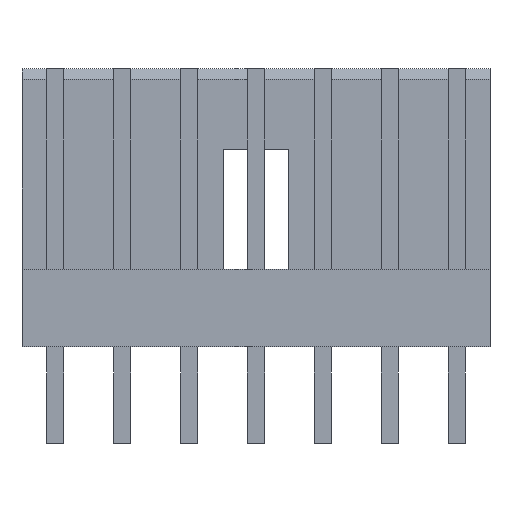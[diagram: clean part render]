
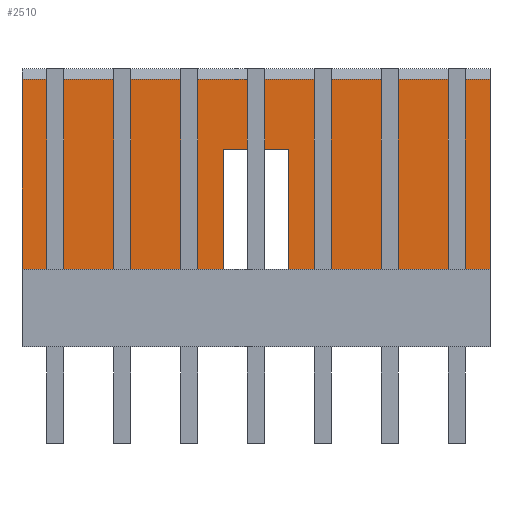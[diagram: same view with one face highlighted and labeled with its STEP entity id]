
A CAD part, front view. The second image highlights one B-rep face of the part: STEP entity #2510.
In plain terms, the highlighted planar face has unit normal (0, -1, 0).
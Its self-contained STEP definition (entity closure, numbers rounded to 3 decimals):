
#138=DIRECTION('',(0.,0.,-1.));
#139=VECTOR('',#138,7.1);
#140=CARTESIAN_POINT('',(-8.75,1.6,-0.4));
#141=LINE('',#140,#139);
#458=DIRECTION('',(1.,0.,0.));
#459=VECTOR('',#458,7.55);
#460=CARTESIAN_POINT('',(1.2,1.6,-7.5));
#461=LINE('',#460,#459);
#462=DIRECTION('',(1.,0.,0.));
#463=VECTOR('',#462,7.55);
#464=CARTESIAN_POINT('',(-8.75,1.6,-7.5));
#465=LINE('',#464,#463);
#914=DIRECTION('',(-1.,0.,0.));
#915=VECTOR('',#914,17.5);
#916=CARTESIAN_POINT('',(8.75,1.6,-0.4));
#917=LINE('',#916,#915);
#918=DIRECTION('',(0.,0.,1.));
#919=VECTOR('',#918,4.5);
#920=CARTESIAN_POINT('',(1.2,1.6,-7.5));
#921=LINE('',#920,#919);
#922=DIRECTION('',(1.,0.,0.));
#923=VECTOR('',#922,2.4);
#924=CARTESIAN_POINT('',(-1.2,1.6,-3.));
#925=LINE('',#924,#923);
#926=DIRECTION('',(0.,0.,1.));
#927=VECTOR('',#926,4.5);
#928=CARTESIAN_POINT('',(-1.2,1.6,-7.5));
#929=LINE('',#928,#927);
#954=DIRECTION('',(0.,0.,-1.));
#955=VECTOR('',#954,7.1);
#956=CARTESIAN_POINT('',(8.75,1.6,-0.4));
#957=LINE('',#956,#955);
#962=CARTESIAN_POINT('',(-8.75,1.6,-7.5));
#964=VERTEX_POINT('',#962);
#970=CARTESIAN_POINT('',(8.75,1.6,-7.5));
#972=VERTEX_POINT('',#970);
#1078=CARTESIAN_POINT('',(1.2,1.6,-7.5));
#1080=VERTEX_POINT('',#1078);
#1084=CARTESIAN_POINT('',(1.2,1.6,-3.));
#1085=VERTEX_POINT('',#1084);
#1086=CARTESIAN_POINT('',(-1.2,1.6,-3.));
#1087=VERTEX_POINT('',#1086);
#1088=CARTESIAN_POINT('',(-1.2,1.6,-7.5));
#1089=VERTEX_POINT('',#1088);
#1102=CARTESIAN_POINT('',(-8.75,1.6,-0.4));
#1104=VERTEX_POINT('',#1102);
#1108=CARTESIAN_POINT('',(8.75,1.6,-0.4));
#1109=VERTEX_POINT('',#1108);
#2493=CARTESIAN_POINT('',(-8.75,1.6,0.));
#2494=DIRECTION('',(0.,-1.,0.));
#2495=DIRECTION('',(0.,0.,-1.));
#2496=AXIS2_PLACEMENT_3D('',#2493,#2494,#2495);
#2497=PLANE('',#2496);
#2498=ORIENTED_EDGE('',*,*,#1270,.F.);
#2500=ORIENTED_EDGE('',*,*,#2499,.T.);
#2501=ORIENTED_EDGE('',*,*,#1440,.F.);
#2502=ORIENTED_EDGE('',*,*,#2459,.T.);
#2504=ORIENTED_EDGE('',*,*,#2503,.F.);
#2505=ORIENTED_EDGE('',*,*,#2483,.F.);
#2506=ORIENTED_EDGE('',*,*,#1447,.F.);
#2507=ORIENTED_EDGE('',*,*,#1245,.F.);
#2508=EDGE_LOOP('',(#2498,#2500,#2501,#2502,#2504,#2505,#2506,#2507));
#2509=FACE_OUTER_BOUND('',#2508,.F.);
#1245=EDGE_CURVE('',#1104,#964,#141,.T.);
#1270=EDGE_CURVE('',#1109,#1104,#917,.T.);
#1440=EDGE_CURVE('',#1080,#972,#461,.T.);
#1447=EDGE_CURVE('',#964,#1089,#465,.T.);
#2459=EDGE_CURVE('',#1080,#1085,#921,.T.);
#2483=EDGE_CURVE('',#1089,#1087,#929,.T.);
#2499=EDGE_CURVE('',#1109,#972,#957,.T.);
#2503=EDGE_CURVE('',#1087,#1085,#925,.T.);
#2510=ADVANCED_FACE('',(#2509),#2497,.T.);
